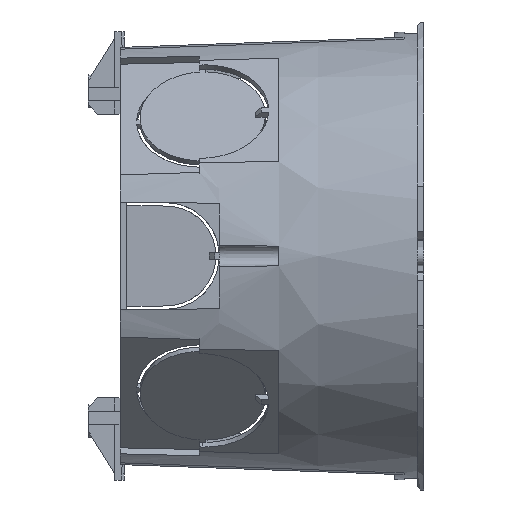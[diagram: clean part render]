
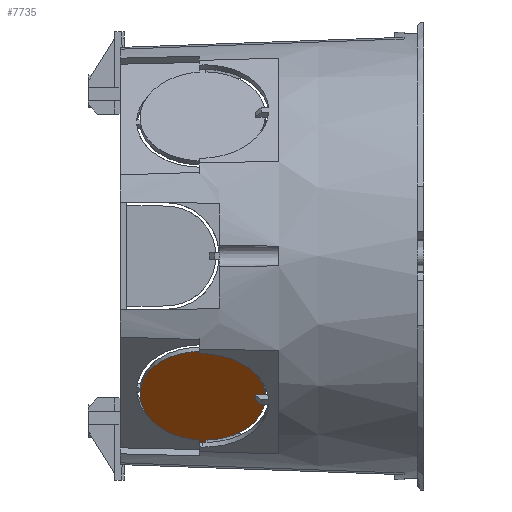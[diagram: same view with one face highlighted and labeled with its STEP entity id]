
A CAD part, left-side view. The second image highlights one B-rep face of the part: STEP entity #7735.
In plain terms, the highlighted planar face has unit normal (-0.707, 0.035, -0.707).
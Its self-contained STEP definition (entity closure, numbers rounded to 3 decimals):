
#388 = CARTESIAN_POINT ( 'NONE',  ( -28.243, 33., -14.119 ) ) ;
#514 = LINE ( 'NONE', #12164, #38419 ) ;
#1199 = DIRECTION ( 'NONE',  ( 0.707, 0., -0.707 ) ) ;
#2604 = ORIENTED_EDGE ( 'NONE', *, *, #10903, .F. ) ;
#3119 = CARTESIAN_POINT ( 'NONE',  ( -14.094, 34., -28.219 ) ) ;
#3676 = EDGE_CURVE ( 'NONE', #49286, #37504, #20392, .T. ) ;
#3896 = EDGE_CURVE ( 'NONE', #48179, #5195, #47720, .T. ) ;
#4008 = VECTOR ( 'NONE', #27933, 1000. ) ;
#4016 =( BOUNDED_CURVE ( )  B_SPLINE_CURVE ( 3, ( #23235, #15805, #39263, #3119 ),
 .UNSPECIFIED., .F., .F. ) 
 B_SPLINE_CURVE_WITH_KNOTS ( ( 4, 4 ),
 ( 4.712, 4.762 ),
 .UNSPECIFIED. ) 
 CURVE ( )  GEOMETRIC_REPRESENTATION_ITEM ( )  RATIONAL_B_SPLINE_CURVE ( ( 1., 1., 1., 1. ) ) 
 REPRESENTATION_ITEM ( '' )  );
#4445 = DIRECTION ( 'NONE',  ( 0.707, 0., -0.707 ) ) ;
#4919 = CARTESIAN_POINT ( 'NONE',  ( -14.789, 27.896, -27.825 ) ) ;
#4938 = CARTESIAN_POINT ( 'NONE',  ( -27.889, 33., -14.473 ) ) ;
#5195 = VERTEX_POINT ( 'NONE', #37170 ) ;
#5448 = EDGE_CURVE ( 'NONE', #14895, #15614, #9909, .T. ) ;
#5471 = ORIENTED_EDGE ( 'NONE', *, *, #38879, .F. ) ;
#5482 = CARTESIAN_POINT ( 'NONE',  ( -21.757, 24.013, -21.049 ) ) ;
#5522 = ORIENTED_EDGE ( 'NONE', *, *, #3676, .F. ) ;
#5689 =( BOUNDED_CURVE ( )  B_SPLINE_CURVE ( 3, ( #48734, #4919, #28917, #45004 ),
 .UNSPECIFIED., .F., .F. ) 
 B_SPLINE_CURVE_WITH_KNOTS ( ( 4, 4 ),
 ( 1.623, 3.089 ),
 .UNSPECIFIED. ) 
 CURVE ( )  GEOMETRIC_REPRESENTATION_ITEM ( )  RATIONAL_B_SPLINE_CURVE ( ( 1., 0.829, 0.829, 1. ) ) 
 REPRESENTATION_ITEM ( '' )  );
#7020 = ORIENTED_EDGE ( 'NONE', *, *, #8286, .T. ) ;
#7735 = ADVANCED_FACE ( 'NONE', ( #28861 ), #8839, .T. ) ;
#8286 = EDGE_CURVE ( 'NONE', #5195, #16651, #25068, .T. ) ;
#8839 = PLANE ( 'NONE',  #49758 ) ;
#8996 = ORIENTED_EDGE ( 'NONE', *, *, #26790, .T. ) ;
#9909 = LINE ( 'NONE', #33608, #15640 ) ;
#10181 = EDGE_LOOP ( 'NONE', ( #36552, #32259, #7020, #2604, #17854, #19185, #19994, #5471, #5522, #8996, #12642, #46561, #51590 ) ) ;
#10903 = EDGE_CURVE ( 'NONE', #14895, #16651, #43696, .T. ) ;
#10971 = CARTESIAN_POINT ( 'NONE',  ( -25.359, 24.282, -17.434 ) ) ;
#11027 = CARTESIAN_POINT ( 'NONE',  ( -30.205, 25.5, -12.527 ) ) ;
#11093 = CARTESIAN_POINT ( 'NONE',  ( -29.698, 46.031, -12.02 ) ) ;
#11105 = VECTOR ( 'NONE', #4445, 1000. ) ;
#11723 = CARTESIAN_POINT ( 'NONE',  ( -14.098, 33.5, -28.24 ) ) ;
#12164 = CARTESIAN_POINT ( 'NONE',  ( -20.506, 46.031, -21.213 ) ) ;
#12570 = CARTESIAN_POINT ( 'NONE',  ( -14.448, 34., -27.865 ) ) ;
#12642 = ORIENTED_EDGE ( 'NONE', *, *, #48333, .T. ) ;
#12931 = CARTESIAN_POINT ( 'NONE',  ( -21.72, 25.5, -21.013 ) ) ;
#13121 = LINE ( 'NONE', #13384, #24188 ) ;
#13384 = CARTESIAN_POINT ( 'NONE',  ( -13.403, 33., -28.959 ) ) ;
#13580 = VECTOR ( 'NONE', #41598, 1000. ) ;
#14124 = CARTESIAN_POINT ( 'NONE',  ( -28.243, 33., -14.119 ) ) ;
#14895 = VERTEX_POINT ( 'NONE', #38232 ) ;
#15614 = VERTEX_POINT ( 'NONE', #23110 ) ;
#15640 = VECTOR ( 'NONE', #1199, 1000. ) ;
#15805 = CARTESIAN_POINT ( 'NONE',  ( -14.094, 33.667, -28.236 ) ) ;
#16621 = DIRECTION ( 'NONE',  ( -0.025, -0.999, -0.025 ) ) ;
#16651 = VERTEX_POINT ( 'NONE', #14124 ) ;
#16738 = CARTESIAN_POINT ( 'NONE',  ( -28.239, 33.667, -14.091 ) ) ;
#17854 = ORIENTED_EDGE ( 'NONE', *, *, #5448, .T. ) ;
#19185 = ORIENTED_EDGE ( 'NONE', *, *, #37246, .T. ) ;
#19242 = VERTEX_POINT ( 'NONE', #38372 ) ;
#19994 = ORIENTED_EDGE ( 'NONE', *, *, #52112, .T. ) ;
#20118 = VERTEX_POINT ( 'NONE', #29234 ) ;
#20392 =( BOUNDED_CURVE ( )  B_SPLINE_CURVE ( 3, ( #29744, #41640, #21373, #41897 ),
 .UNSPECIFIED., .F., .F. ) 
 B_SPLINE_CURVE_WITH_KNOTS ( ( 4, 4 ),
 ( 4.662, 4.712 ),
 .UNSPECIFIED. ) 
 CURVE ( )  GEOMETRIC_REPRESENTATION_ITEM ( )  RATIONAL_B_SPLINE_CURVE ( ( 1., 1., 1., 1. ) ) 
 REPRESENTATION_ITEM ( '' )  );
#20463 = CARTESIAN_POINT ( 'NONE',  ( -28.219, 34., -14.094 ) ) ;
#21007 = CARTESIAN_POINT ( 'NONE',  ( -14.664, 51.143, -26.802 ) ) ;
#21373 = CARTESIAN_POINT ( 'NONE',  ( -14.102, 33.333, -28.244 ) ) ;
#21730 = VERTEX_POINT ( 'NONE', #31907 ) ;
#23110 = CARTESIAN_POINT ( 'NONE',  ( -27.865, 34., -14.448 ) ) ;
#23142 = CARTESIAN_POINT ( 'NONE',  ( -27.825, 27.896, -14.789 ) ) ;
#23235 = CARTESIAN_POINT ( 'NONE',  ( -14.098, 33.5, -28.24 ) ) ;
#23471 = DIRECTION ( 'NONE',  ( 0.707, 0., -0.707 ) ) ;
#24188 = VECTOR ( 'NONE', #25539, 1000. ) ;
#25068 = LINE ( 'NONE', #4938, #4008 ) ;
#25495 = CARTESIAN_POINT ( 'NONE',  ( -26.802, 51.143, -14.664 ) ) ;
#25539 = DIRECTION ( 'NONE',  ( -0.707, 0., 0.707 ) ) ;
#25871 = VECTOR ( 'NONE', #23471, 1000. ) ;
#26350 = EDGE_CURVE ( 'NONE', #46242, #20118, #514, .T. ) ;
#26533 = EDGE_CURVE ( 'NONE', #48113, #46242, #31547, .T. ) ;
#26563 = CARTESIAN_POINT ( 'NONE',  ( -27.889, 33., -14.473 ) ) ;
#26790 = EDGE_CURVE ( 'NONE', #49286, #21730, #13121, .T. ) ;
#27933 = DIRECTION ( 'NONE',  ( -0.707, 0., 0.707 ) ) ;
#28861 = FACE_OUTER_BOUND ( 'NONE', #10181, .T. ) ;
#28917 = CARTESIAN_POINT ( 'NONE',  ( -17.434, 24.282, -25.359 ) ) ;
#29234 = CARTESIAN_POINT ( 'NONE',  ( -21.049, 24.013, -21.757 ) ) ;
#29744 = CARTESIAN_POINT ( 'NONE',  ( -14.119, 33., -28.243 ) ) ;
#31547 = LINE ( 'NONE', #11027, #25871 ) ;
#31624 = DIRECTION ( 'NONE',  ( -0.707, 0., 0.707 ) ) ;
#31865 = LINE ( 'NONE', #43747, #11105 ) ;
#31907 = CARTESIAN_POINT ( 'NONE',  ( -14.473, 33., -27.889 ) ) ;
#32259 = ORIENTED_EDGE ( 'NONE', *, *, #3896, .T. ) ;
#33158 = LINE ( 'NONE', #49524, #13580 ) ;
#33608 = CARTESIAN_POINT ( 'NONE',  ( -28.935, 34., -13.378 ) ) ;
#36552 = ORIENTED_EDGE ( 'NONE', *, *, #51390, .F. ) ;
#37170 = CARTESIAN_POINT ( 'NONE',  ( -27.889, 33., -14.473 ) ) ;
#37246 = EDGE_CURVE ( 'NONE', #15614, #19242, #45735, .T. ) ;
#37504 = VERTEX_POINT ( 'NONE', #11723 ) ;
#38232 = CARTESIAN_POINT ( 'NONE',  ( -28.219, 34., -14.094 ) ) ;
#38372 = CARTESIAN_POINT ( 'NONE',  ( -14.448, 34., -27.865 ) ) ;
#38419 = VECTOR ( 'NONE', #16621, 1000. ) ;
#38879 = EDGE_CURVE ( 'NONE', #37504, #45118, #4016, .T. ) ;
#39263 = CARTESIAN_POINT ( 'NONE',  ( -14.092, 33.833, -28.229 ) ) ;
#40723 = CARTESIAN_POINT ( 'NONE',  ( -28.247, 33.333, -14.099 ) ) ;
#41598 = DIRECTION ( 'NONE',  ( 0.025, 0.999, 0.025 ) ) ;
#41640 = CARTESIAN_POINT ( 'NONE',  ( -14.109, 33.167, -28.245 ) ) ;
#41897 = CARTESIAN_POINT ( 'NONE',  ( -14.098, 33.5, -28.24 ) ) ;
#42893 = CARTESIAN_POINT ( 'NONE',  ( -14.094, 34., -28.219 ) ) ;
#43509 = DIRECTION ( 'NONE',  ( -0.707, 0.035, -0.707 ) ) ;
#43696 =( BOUNDED_CURVE ( )  B_SPLINE_CURVE ( 3, ( #20463, #16738, #40723, #388 ),
 .UNSPECIFIED., .F., .F. ) 
 B_SPLINE_CURVE_WITH_KNOTS ( ( 4, 4 ),
 ( 1.521, 1.621 ),
 .UNSPECIFIED. ) 
 CURVE ( )  GEOMETRIC_REPRESENTATION_ITEM ( )  RATIONAL_B_SPLINE_CURVE ( ( 1., 0.999, 0.999, 1. ) ) 
 REPRESENTATION_ITEM ( '' )  );
#43747 = CARTESIAN_POINT ( 'NONE',  ( -14.448, 34., -27.865 ) ) ;
#44714 = CARTESIAN_POINT ( 'NONE',  ( -27.865, 34., -14.448 ) ) ;
#44815 = CARTESIAN_POINT ( 'NONE',  ( -14.119, 33., -28.243 ) ) ;
#45004 = CARTESIAN_POINT ( 'NONE',  ( -21.049, 24.013, -21.757 ) ) ;
#45118 = VERTEX_POINT ( 'NONE', #42893 ) ;
#45735 =( BOUNDED_CURVE ( )  B_SPLINE_CURVE ( 3, ( #44714, #25495, #21007, #12570 ),
 .UNSPECIFIED., .F., .F. ) 
 B_SPLINE_CURVE_WITH_KNOTS ( ( 4, 4 ),
 ( 4.765, 7.801 ),
 .UNSPECIFIED. ) 
 CURVE ( )  GEOMETRIC_REPRESENTATION_ITEM ( )  RATIONAL_B_SPLINE_CURVE ( ( 1., 0.368, 0.368, 1. ) ) 
 REPRESENTATION_ITEM ( '' )  );
#46242 = VERTEX_POINT ( 'NONE', #46468 ) ;
#46468 = CARTESIAN_POINT ( 'NONE',  ( -21.013, 25.5, -21.72 ) ) ;
#46561 = ORIENTED_EDGE ( 'NONE', *, *, #26350, .F. ) ;
#47720 =( BOUNDED_CURVE ( )  B_SPLINE_CURVE ( 3, ( #51043, #10971, #23142, #26563 ),
 .UNSPECIFIED., .F., .F. ) 
 B_SPLINE_CURVE_WITH_KNOTS ( ( 4, 4 ),
 ( 3.194, 4.66 ),
 .UNSPECIFIED. ) 
 CURVE ( )  GEOMETRIC_REPRESENTATION_ITEM ( )  RATIONAL_B_SPLINE_CURVE ( ( 1., 0.829, 0.829, 1. ) ) 
 REPRESENTATION_ITEM ( '' )  );
#48113 = VERTEX_POINT ( 'NONE', #12931 ) ;
#48179 = VERTEX_POINT ( 'NONE', #5482 ) ;
#48333 = EDGE_CURVE ( 'NONE', #21730, #20118, #5689, .T. ) ;
#48734 = CARTESIAN_POINT ( 'NONE',  ( -14.473, 33., -27.889 ) ) ;
#49286 = VERTEX_POINT ( 'NONE', #44815 ) ;
#49524 = CARTESIAN_POINT ( 'NONE',  ( -21.213, 46.031, -20.506 ) ) ;
#49758 = AXIS2_PLACEMENT_3D ( 'NONE', #11093, #43509, #31624 ) ;
#51043 = CARTESIAN_POINT ( 'NONE',  ( -21.757, 24.013, -21.049 ) ) ;
#51390 = EDGE_CURVE ( 'NONE', #48179, #48113, #33158, .T. ) ;
#51590 = ORIENTED_EDGE ( 'NONE', *, *, #26533, .F. ) ;
#52112 = EDGE_CURVE ( 'NONE', #19242, #45118, #31865, .T. ) ;
